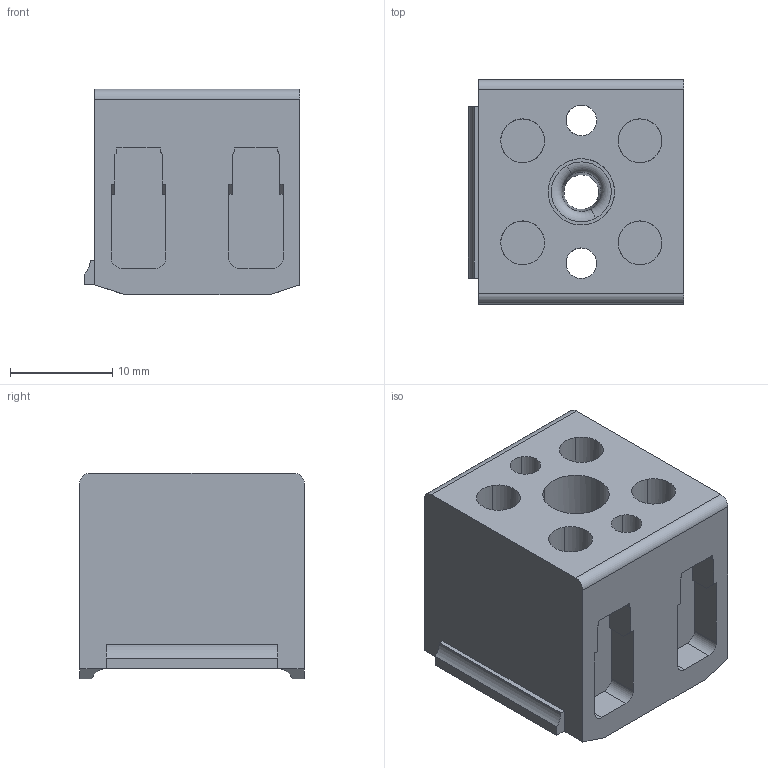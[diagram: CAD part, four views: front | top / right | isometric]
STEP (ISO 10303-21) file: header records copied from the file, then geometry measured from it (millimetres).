
FILE_DESCRIPTION(('CATIA V5R24 STEP','CAx-IF Rec.Pracs.--- Model Styling and Organization---1.2---2011-12-15'),'2;1');
FILE_NAME ('D1446083_0', '2017-05-09T05:04:21+00:00', ('Weidmueller Interface'), ('Weidmueller'), 'CATIA Version 5-6 Release 2014 SP4 HF52', 'CATIA V5 STEP AP214', 'none');
FILE_SCHEMA(('AUTOMOTIVE_DESIGN { 1 0 10303 214 1 1 1 1 }'));
Length unit declared in the file: millimetre
Products named in the file (1): v5-standard_part
Bounding box: 21.15 x 22 x 20.15 mm (x, y, z)
Volume: 6721.7 mm3; surface area: 4001.1 mm2
Topology: 1 solids, 3 shells, 157 faces, 432 edges, 290 vertices
Faces by surface type: plane 103, cylinder 42, cone 6, extrusion 4, torus 2
Entity records: 4793 total; most frequent: CARTESIAN_POINT 1047, ORIENTED_EDGE 864, DIRECTION 592, EDGE_CURVE 432, VECTOR 308, LINE 304, VERTEX_POINT 290, AXIS2_PLACEMENT_3D 194
